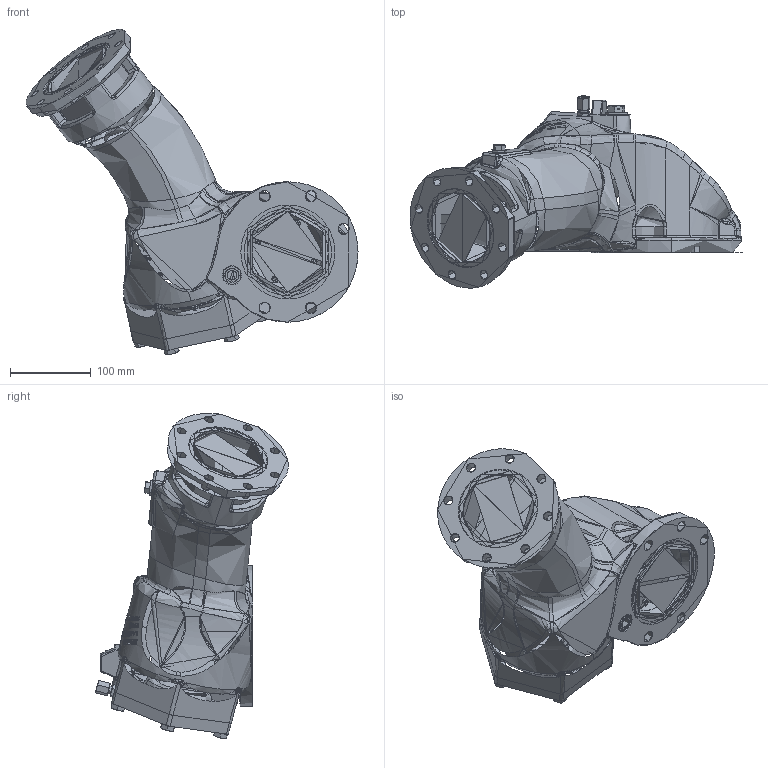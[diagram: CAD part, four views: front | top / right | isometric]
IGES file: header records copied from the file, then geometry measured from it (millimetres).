
Start section: SolidWorks IGES file using analytic representation for surfaces
Global section: file name: LA100-RK_22761.IGS; native system: SolidWorks 2010; preprocessor: SolidWorks 2010; author: larsenr; date: 130715.134340; units: millimetre
Bounding box: 411.65 x 238.78 x 403.2 mm (x, y, z)
Surface area: 452307.7 mm2 (no closed solid volume)
Topology: 0 solids, 0 shells, 1094 faces, 16857 edges, 16825 vertices
Faces by surface type: bspline 688, revolution 406
